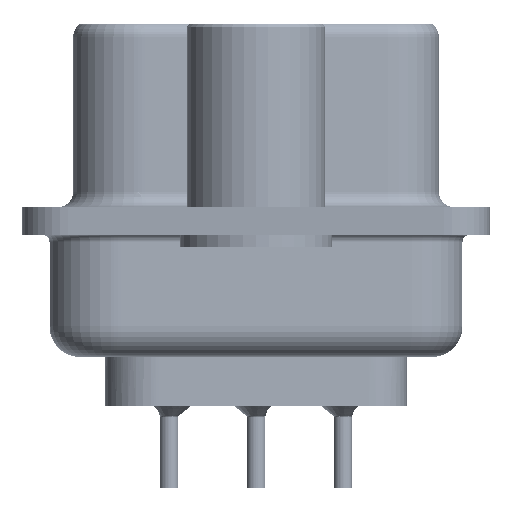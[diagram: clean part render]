
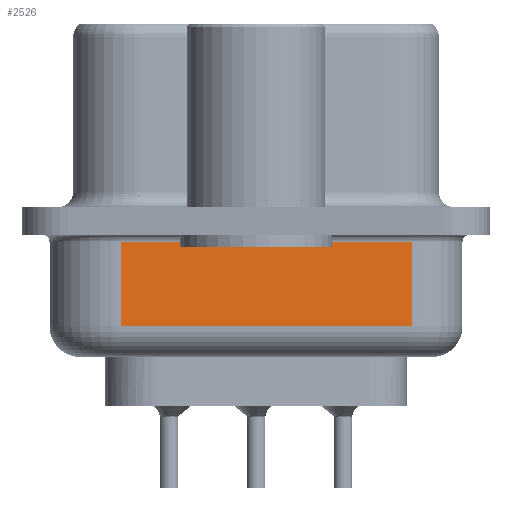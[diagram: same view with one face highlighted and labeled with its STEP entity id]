
A CAD part, left-side view. The second image highlights one B-rep face of the part: STEP entity #2526.
In plain terms, the highlighted planar face has unit normal (-0.985, -0.174, 0).
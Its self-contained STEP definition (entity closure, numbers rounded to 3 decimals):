
#1389 = DIRECTION ( 'NONE',  ( 0., 0., 1. ) ) ;
#1708 = ORIENTED_EDGE ( 'NONE', *, *, #27159, .T. ) ;
#1756 = CARTESIAN_POINT ( 'NONE',  ( 4.605, -5.097, -3.45 ) ) ;
#2526 = ADVANCED_FACE ( 'NONE', ( #4892 ), #33403, .F. ) ;
#2628 = VECTOR ( 'NONE', #7553, 1000. ) ;
#3563 = EDGE_CURVE ( 'NONE', #23195, #5212, #12208, .T. ) ;
#4892 = FACE_OUTER_BOUND ( 'NONE', #16924, .T. ) ;
#5212 = VERTEX_POINT ( 'NONE', #16097 ) ;
#7050 = ORIENTED_EDGE ( 'NONE', *, *, #15220, .F. ) ;
#7553 = DIRECTION ( 'NONE',  ( -0.174, 0.985, 0. ) ) ;
#7880 = VECTOR ( 'NONE', #1389, 1000. ) ;
#8205 = ORIENTED_EDGE ( 'NONE', *, *, #29078, .T. ) ;
#11443 = VERTEX_POINT ( 'NONE', #35314 ) ;
#11954 = VECTOR ( 'NONE', #35489, 1000. ) ;
#12208 = LINE ( 'NONE', #33127, #26175 ) ;
#12749 = AXIS2_PLACEMENT_3D ( 'NONE', #28966, #16177, #33568 ) ;
#15220 = EDGE_CURVE ( 'NONE', #30340, #11443, #29214, .T. ) ;
#15850 = CARTESIAN_POINT ( 'NONE',  ( 2.93, 4.403, -3.45 ) ) ;
#16097 = CARTESIAN_POINT ( 'NONE',  ( 4.605, -5.097, -0.7 ) ) ;
#16177 = DIRECTION ( 'NONE',  ( 0.985, 0.174, 0. ) ) ;
#16924 = EDGE_LOOP ( 'NONE', ( #7050, #1708, #28273, #8205 ) ) ;
#19405 = LINE ( 'NONE', #15850, #11954 ) ;
#20982 = CARTESIAN_POINT ( 'NONE',  ( 2.93, 4.403, -4.45 ) ) ;
#23157 = CARTESIAN_POINT ( 'NONE',  ( 2.93, 4.403, -3.45 ) ) ;
#23195 = VERTEX_POINT ( 'NONE', #1756 ) ;
#26175 = VECTOR ( 'NONE', #34993, 1000. ) ;
#27028 = CARTESIAN_POINT ( 'NONE',  ( 2.93, 4.403, -0.7 ) ) ;
#27159 = EDGE_CURVE ( 'NONE', #30340, #23195, #19405, .T. ) ;
#28273 = ORIENTED_EDGE ( 'NONE', *, *, #3563, .T. ) ;
#28966 = CARTESIAN_POINT ( 'NONE',  ( 2.93, 4.403, -4.45 ) ) ;
#29078 = EDGE_CURVE ( 'NONE', #5212, #11443, #32324, .T. ) ;
#29214 = LINE ( 'NONE', #20982, #7880 ) ;
#30340 = VERTEX_POINT ( 'NONE', #23157 ) ;
#32324 = LINE ( 'NONE', #27028, #2628 ) ;
#33127 = CARTESIAN_POINT ( 'NONE',  ( 4.605, -5.097, -4.45 ) ) ;
#33403 = PLANE ( 'NONE',  #12749 ) ;
#33568 = DIRECTION ( 'NONE',  ( -0.174, 0.985, 0. ) ) ;
#34993 = DIRECTION ( 'NONE',  ( 0., 0., 1. ) ) ;
#35314 = CARTESIAN_POINT ( 'NONE',  ( 2.93, 4.403, -0.7 ) ) ;
#35489 = DIRECTION ( 'NONE',  ( 0.174, -0.985, 0. ) ) ;
